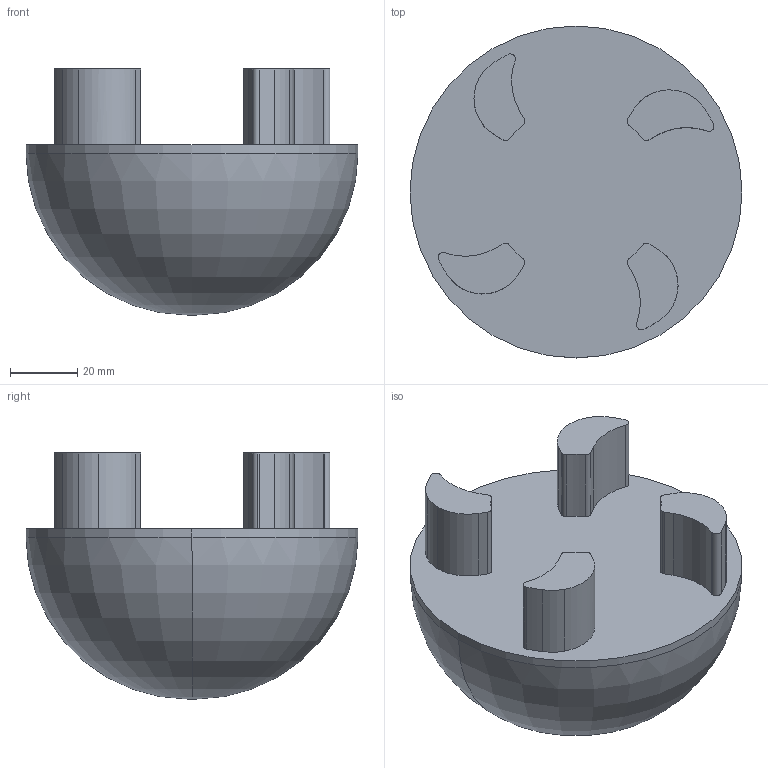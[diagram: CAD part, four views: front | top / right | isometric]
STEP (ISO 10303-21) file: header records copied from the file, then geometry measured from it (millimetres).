
FILE_DESCRIPTION (( 'STEP AP203' ), '1' );
FILE_NAME ('Wheel_Round.STEP', '2023-09-13T19:13:29', ( '' ), ( '' ), 'SwSTEP 2.0', 'SolidWorks 2023', '' );
FILE_SCHEMA (( 'CONFIG_CONTROL_DESIGN' ));
Length unit declared in the file: inch
Products named in the file (1): Wheel_Round
Bounding box: 99.06 x 99.06 x 73.41 mm (x, y, z)
Volume: 292253 mm3; surface area: 29661.4 mm2
Topology: 1 solids, 1 shells, 56 faces, 148 edges, 98 vertices
Faces by surface type: cylinder 40, plane 14, torus 2
Entity records: 1962 total; most frequent: CARTESIAN_POINT 462, DIRECTION 309, ORIENTED_EDGE 296, EDGE_CURVE 148, AXIS2_PLACEMENT_3D 123, VERTEX_POINT 98, CIRCLE 66, VECTOR 63
